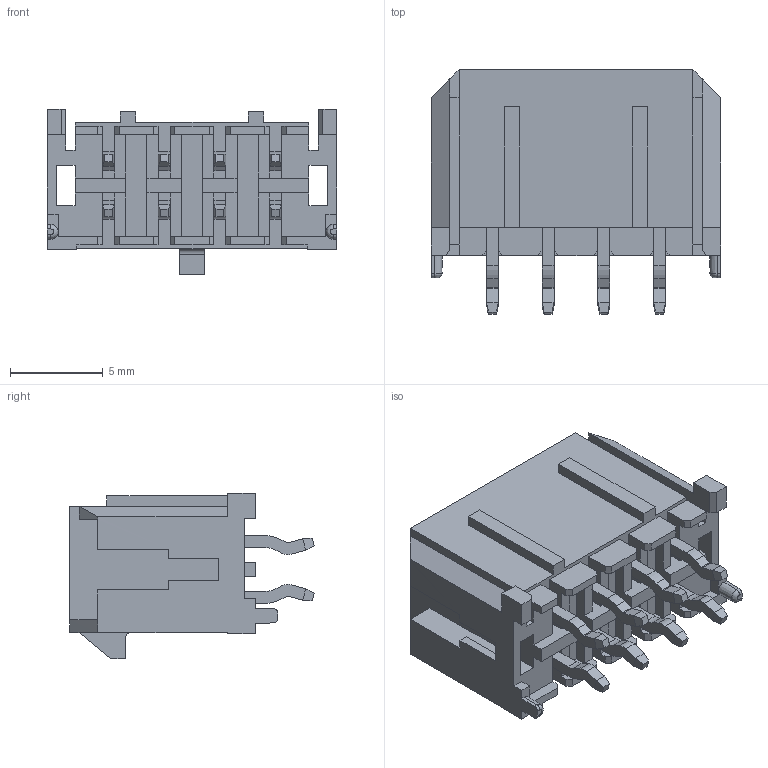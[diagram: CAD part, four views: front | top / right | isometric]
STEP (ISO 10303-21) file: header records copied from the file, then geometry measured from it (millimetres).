
FILE_DESCRIPTION((''),'2;1');
FILE_NAME('1','2024-04-11T',('工程三'),(''),'PRO/ENGINEER BY PARAMETRIC TECHNOLOGY CORPORATION, 2010280','PRO/ENGINEER BY PARAMETRIC TECHNOLOGY CORPORATION, 2010280','');
FILE_SCHEMA(('CONFIG_CONTROL_DESIGN'));
Length unit declared in the file: millimetre
Products named in the file (1): 1
Bounding box: 15.6 x 13.17 x 8.9 mm (x, y, z)
Volume: 533.6 mm3; surface area: 1689.2 mm2
Topology: 1 solids, 1 shells, 445 faces, 1188 edges, 766 vertices
Faces by surface type: plane 404, cylinder 37, cone 2, bspline 2
Entity records: 13631 total; most frequent: CARTESIAN_POINT 2472, ORIENTED_EDGE 2376, DIRECTION 2144, EDGE_CURVE 1188, VECTOR 1102, LINE 1102, VERTEX_POINT 766, AXIS2_PLACEMENT_3D 521
